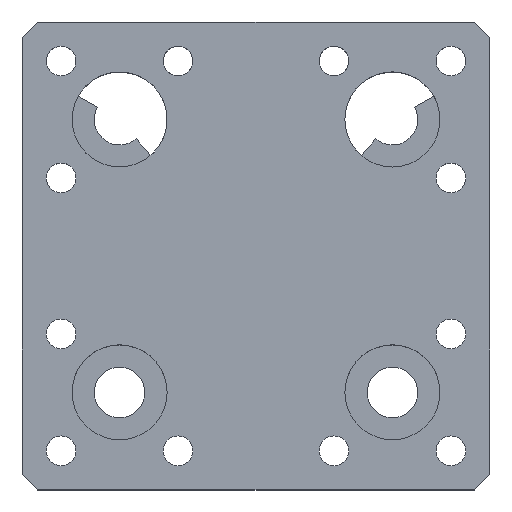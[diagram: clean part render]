
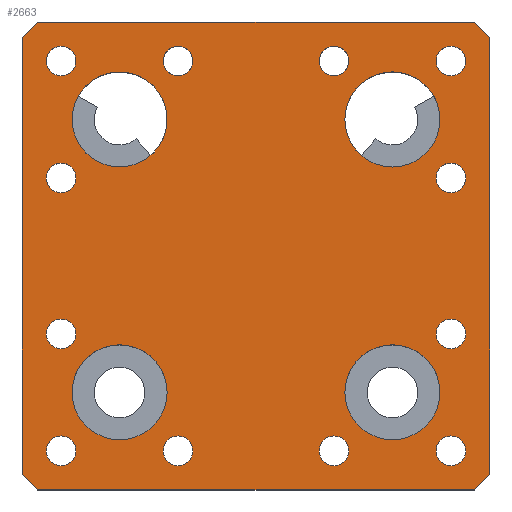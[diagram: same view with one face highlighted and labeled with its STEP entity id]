
A CAD part, top view. The second image highlights one B-rep face of the part: STEP entity #2663.
In plain terms, the highlighted planar face has unit normal (0, 0, 1).
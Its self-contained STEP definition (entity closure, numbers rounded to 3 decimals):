
#47=FACE_BOUND('',#448,.T.);
#48=FACE_BOUND('',#449,.T.);
#49=FACE_BOUND('',#450,.T.);
#50=FACE_BOUND('',#451,.T.);
#51=FACE_BOUND('',#452,.T.);
#52=FACE_BOUND('',#453,.T.);
#53=FACE_BOUND('',#454,.T.);
#54=FACE_BOUND('',#455,.T.);
#55=FACE_BOUND('',#456,.T.);
#56=FACE_BOUND('',#457,.T.);
#57=FACE_BOUND('',#458,.T.);
#58=FACE_BOUND('',#459,.T.);
#59=FACE_BOUND('',#460,.T.);
#60=FACE_BOUND('',#461,.T.);
#61=FACE_BOUND('',#462,.T.);
#62=FACE_BOUND('',#463,.T.);
#152=PLANE('',#2914);
#291=FACE_OUTER_BOUND('',#447,.T.);
#447=EDGE_LOOP('',(#2474,#2475,#2476,#2477,#2478,#2479,#2480,#2481));
#448=EDGE_LOOP('',(#2482));
#449=EDGE_LOOP('',(#2483));
#450=EDGE_LOOP('',(#2484));
#451=EDGE_LOOP('',(#2485));
#452=EDGE_LOOP('',(#2486));
#453=EDGE_LOOP('',(#2487));
#454=EDGE_LOOP('',(#2488));
#455=EDGE_LOOP('',(#2489));
#456=EDGE_LOOP('',(#2490));
#457=EDGE_LOOP('',(#2491));
#458=EDGE_LOOP('',(#2492));
#459=EDGE_LOOP('',(#2493));
#460=EDGE_LOOP('',(#2494));
#461=EDGE_LOOP('',(#2495,#2496,#2497));
#462=EDGE_LOOP('',(#2498));
#463=EDGE_LOOP('',(#2499));
#718=LINE('',#4366,#994);
#721=LINE('',#4371,#997);
#725=LINE('',#4381,#1001);
#728=LINE('',#4391,#1004);
#729=LINE('',#4394,#1005);
#731=LINE('',#4398,#1007);
#733=LINE('',#4402,#1009);
#735=LINE('',#4406,#1011);
#737=LINE('',#4410,#1013);
#739=LINE('',#4413,#1015);
#994=VECTOR('',#3601,10.);
#997=VECTOR('',#3606,10.);
#1001=VECTOR('',#3616,10.);
#1004=VECTOR('',#3629,10.);
#1005=VECTOR('',#3632,10.);
#1007=VECTOR('',#3636,10.);
#1009=VECTOR('',#3640,10.);
#1011=VECTOR('',#3644,10.);
#1013=VECTOR('',#3648,10.);
#1015=VECTOR('',#3652,10.);
#1016=CIRCLE('',#2685,1.9);
#1018=CIRCLE('',#2688,1.9);
#1024=CIRCLE('',#2698,1.9);
#1028=CIRCLE('',#2704,1.9);
#1030=CIRCLE('',#2707,1.9);
#1032=CIRCLE('',#2710,1.9);
#1034=CIRCLE('',#2713,1.9);
#1036=CIRCLE('',#2716,1.9);
#1040=CIRCLE('',#2726,1.9);
#1044=CIRCLE('',#2732,1.9);
#1046=CIRCLE('',#2735,1.9);
#1048=CIRCLE('',#2738,1.9);
#1100=CIRCLE('',#2868,6.1);
#1105=CIRCLE('',#2901,6.1);
#1106=CIRCLE('',#2904,6.1);
#1107=CIRCLE('',#2906,6.1);
#1108=VERTEX_POINT('',#3657);
#1110=VERTEX_POINT('',#3663);
#1122=VERTEX_POINT('',#3691);
#1126=VERTEX_POINT('',#3703);
#1128=VERTEX_POINT('',#3709);
#1130=VERTEX_POINT('',#3715);
#1132=VERTEX_POINT('',#3721);
#1134=VERTEX_POINT('',#3727);
#1146=VERTEX_POINT('',#3755);
#1150=VERTEX_POINT('',#3767);
#1152=VERTEX_POINT('',#3773);
#1154=VERTEX_POINT('',#3779);
#1310=VERTEX_POINT('',#4238);
#1347=VERTEX_POINT('',#4363);
#1348=VERTEX_POINT('',#4365);
#1349=VERTEX_POINT('',#4369);
#1350=VERTEX_POINT('',#4373);
#1351=VERTEX_POINT('',#4375);
#1352=VERTEX_POINT('',#4379);
#1353=VERTEX_POINT('',#4383);
#1354=VERTEX_POINT('',#4387);
#1355=VERTEX_POINT('',#4393);
#1356=VERTEX_POINT('',#4397);
#1357=VERTEX_POINT('',#4401);
#1358=VERTEX_POINT('',#4405);
#1359=VERTEX_POINT('',#4409);
#1360=EDGE_CURVE('',#1108,#1108,#1016,.T.);
#1363=EDGE_CURVE('',#1110,#1110,#1018,.T.);
#1377=EDGE_CURVE('',#1122,#1122,#1024,.T.);
#1383=EDGE_CURVE('',#1126,#1126,#1028,.T.);
#1386=EDGE_CURVE('',#1128,#1128,#1030,.T.);
#1389=EDGE_CURVE('',#1130,#1130,#1032,.T.);
#1392=EDGE_CURVE('',#1132,#1132,#1034,.T.);
#1395=EDGE_CURVE('',#1134,#1134,#1036,.T.);
#1409=EDGE_CURVE('',#1146,#1146,#1040,.T.);
#1415=EDGE_CURVE('',#1150,#1150,#1044,.T.);
#1418=EDGE_CURVE('',#1152,#1152,#1046,.T.);
#1421=EDGE_CURVE('',#1154,#1154,#1048,.T.);
#1650=EDGE_CURVE('',#1310,#1310,#1100,.T.);
#1715=EDGE_CURVE('',#1348,#1347,#718,.T.);
#1718=EDGE_CURVE('',#1347,#1349,#721,.T.);
#1720=EDGE_CURVE('',#1351,#1350,#1105,.T.);
#1723=EDGE_CURVE('',#1350,#1352,#725,.T.);
#1724=EDGE_CURVE('',#1353,#1353,#1106,.T.);
#1726=EDGE_CURVE('',#1354,#1354,#1107,.T.);
#1728=EDGE_CURVE('',#1352,#1351,#728,.T.);
#1729=EDGE_CURVE('',#1355,#1348,#729,.T.);
#1731=EDGE_CURVE('',#1356,#1355,#731,.T.);
#1733=EDGE_CURVE('',#1357,#1356,#733,.T.);
#1735=EDGE_CURVE('',#1358,#1357,#735,.T.);
#1737=EDGE_CURVE('',#1359,#1358,#737,.T.);
#1739=EDGE_CURVE('',#1349,#1359,#739,.T.);
#2474=ORIENTED_EDGE('',*,*,#1715,.T.);
#2475=ORIENTED_EDGE('',*,*,#1718,.T.);
#2476=ORIENTED_EDGE('',*,*,#1739,.T.);
#2477=ORIENTED_EDGE('',*,*,#1737,.T.);
#2478=ORIENTED_EDGE('',*,*,#1735,.T.);
#2479=ORIENTED_EDGE('',*,*,#1733,.T.);
#2480=ORIENTED_EDGE('',*,*,#1731,.T.);
#2481=ORIENTED_EDGE('',*,*,#1729,.T.);
#2482=ORIENTED_EDGE('',*,*,#1360,.T.);
#2483=ORIENTED_EDGE('',*,*,#1363,.T.);
#2484=ORIENTED_EDGE('',*,*,#1377,.T.);
#2485=ORIENTED_EDGE('',*,*,#1383,.T.);
#2486=ORIENTED_EDGE('',*,*,#1386,.T.);
#2487=ORIENTED_EDGE('',*,*,#1389,.T.);
#2488=ORIENTED_EDGE('',*,*,#1392,.T.);
#2489=ORIENTED_EDGE('',*,*,#1395,.T.);
#2490=ORIENTED_EDGE('',*,*,#1409,.T.);
#2491=ORIENTED_EDGE('',*,*,#1415,.T.);
#2492=ORIENTED_EDGE('',*,*,#1418,.T.);
#2493=ORIENTED_EDGE('',*,*,#1421,.T.);
#2494=ORIENTED_EDGE('',*,*,#1650,.T.);
#2495=ORIENTED_EDGE('',*,*,#1720,.T.);
#2496=ORIENTED_EDGE('',*,*,#1723,.T.);
#2497=ORIENTED_EDGE('',*,*,#1728,.T.);
#2498=ORIENTED_EDGE('',*,*,#1726,.T.);
#2499=ORIENTED_EDGE('',*,*,#1724,.T.);
#2663=ADVANCED_FACE('',(#291,#47,#48,#49,#50,#51,#52,#53,#54,#55,#56,#57,
#58,#59,#60,#61,#62),#152,.T.);
#2685=AXIS2_PLACEMENT_3D('',#3658,#2919,#2920);
#2688=AXIS2_PLACEMENT_3D('',#3664,#2926,#2927);
#2698=AXIS2_PLACEMENT_3D('',#3692,#2952,#2953);
#2704=AXIS2_PLACEMENT_3D('',#3704,#2966,#2967);
#2707=AXIS2_PLACEMENT_3D('',#3710,#2973,#2974);
#2710=AXIS2_PLACEMENT_3D('',#3716,#2980,#2981);
#2713=AXIS2_PLACEMENT_3D('',#3722,#2987,#2988);
#2716=AXIS2_PLACEMENT_3D('',#3728,#2994,#2995);
#2726=AXIS2_PLACEMENT_3D('',#3756,#3020,#3021);
#2732=AXIS2_PLACEMENT_3D('',#3768,#3034,#3035);
#2735=AXIS2_PLACEMENT_3D('',#3774,#3041,#3042);
#2738=AXIS2_PLACEMENT_3D('',#3780,#3048,#3049);
#2868=AXIS2_PLACEMENT_3D('',#4239,#3481,#3482);
#2901=AXIS2_PLACEMENT_3D('',#4376,#3610,#3611);
#2904=AXIS2_PLACEMENT_3D('',#4384,#3619,#3620);
#2906=AXIS2_PLACEMENT_3D('',#4388,#3624,#3625);
#2914=AXIS2_PLACEMENT_3D('',#4414,#3653,#3654);
#2919=DIRECTION('center_axis',(0.,0.,-1.));
#2920=DIRECTION('ref_axis',(1.,0.,0.));
#2926=DIRECTION('center_axis',(0.,0.,-1.));
#2927=DIRECTION('ref_axis',(1.,0.,0.));
#2952=DIRECTION('center_axis',(0.,0.,-1.));
#2953=DIRECTION('ref_axis',(1.,0.,0.));
#2966=DIRECTION('center_axis',(0.,0.,-1.));
#2967=DIRECTION('ref_axis',(1.,0.,0.));
#2973=DIRECTION('center_axis',(0.,0.,-1.));
#2974=DIRECTION('ref_axis',(1.,0.,0.));
#2980=DIRECTION('center_axis',(0.,0.,-1.));
#2981=DIRECTION('ref_axis',(1.,0.,0.));
#2987=DIRECTION('center_axis',(0.,0.,-1.));
#2988=DIRECTION('ref_axis',(1.,0.,0.));
#2994=DIRECTION('center_axis',(0.,0.,-1.));
#2995=DIRECTION('ref_axis',(1.,0.,0.));
#3020=DIRECTION('center_axis',(0.,0.,-1.));
#3021=DIRECTION('ref_axis',(1.,0.,0.));
#3034=DIRECTION('center_axis',(0.,0.,-1.));
#3035=DIRECTION('ref_axis',(1.,0.,0.));
#3041=DIRECTION('center_axis',(0.,0.,-1.));
#3042=DIRECTION('ref_axis',(1.,0.,0.));
#3048=DIRECTION('center_axis',(0.,0.,-1.));
#3049=DIRECTION('ref_axis',(1.,0.,0.));
#3481=DIRECTION('center_axis',(0.,0.,-1.));
#3482=DIRECTION('ref_axis',(-1.,0.,0.));
#3601=DIRECTION('',(-1.,0.,0.));
#3606=DIRECTION('',(-0.707,-0.707,0.));
#3610=DIRECTION('center_axis',(0.,0.,-1.));
#3611=DIRECTION('ref_axis',(-1.,0.,0.));
#3616=DIRECTION('',(1.,0.,0.));
#3619=DIRECTION('center_axis',(0.,0.,-1.));
#3620=DIRECTION('ref_axis',(-1.,0.,0.));
#3624=DIRECTION('center_axis',(0.,0.,-1.));
#3625=DIRECTION('ref_axis',(-1.,0.,0.));
#3629=DIRECTION('',(0.,-1.,0.));
#3632=DIRECTION('',(-0.707,0.707,0.));
#3636=DIRECTION('',(0.,1.,0.));
#3640=DIRECTION('',(0.707,0.707,0.));
#3644=DIRECTION('',(1.,0.,0.));
#3648=DIRECTION('',(0.707,-0.707,0.));
#3652=DIRECTION('',(0.,-1.,0.));
#3653=DIRECTION('center_axis',(0.,0.,1.));
#3654=DIRECTION('ref_axis',(1.,0.,0.));
#3657=CARTESIAN_POINT('',(8.1,-25.,23.));
#3658=CARTESIAN_POINT('Origin',(10.,-25.,23.));
#3663=CARTESIAN_POINT('',(23.1,10.,23.));
#3664=CARTESIAN_POINT('Origin',(25.,10.,23.));
#3691=CARTESIAN_POINT('',(8.1,25.,23.));
#3692=CARTESIAN_POINT('Origin',(10.,25.,23.));
#3703=CARTESIAN_POINT('',(-26.9,25.,23.));
#3704=CARTESIAN_POINT('Origin',(-25.,25.,23.));
#3709=CARTESIAN_POINT('',(-26.9,-10.,23.));
#3710=CARTESIAN_POINT('Origin',(-25.,-10.,23.));
#3715=CARTESIAN_POINT('',(23.1,-25.,23.));
#3716=CARTESIAN_POINT('Origin',(25.,-25.,23.));
#3721=CARTESIAN_POINT('',(-11.9,-25.,23.));
#3722=CARTESIAN_POINT('Origin',(-10.,-25.,23.));
#3727=CARTESIAN_POINT('',(-26.9,10.,23.));
#3728=CARTESIAN_POINT('Origin',(-25.,10.,23.));
#3755=CARTESIAN_POINT('',(-11.9,25.,23.));
#3756=CARTESIAN_POINT('Origin',(-10.,25.,23.));
#3767=CARTESIAN_POINT('',(23.1,25.,23.));
#3768=CARTESIAN_POINT('Origin',(25.,25.,23.));
#3773=CARTESIAN_POINT('',(23.1,-10.,23.));
#3774=CARTESIAN_POINT('Origin',(25.,-10.,23.));
#3779=CARTESIAN_POINT('',(-26.9,-25.,23.));
#3780=CARTESIAN_POINT('Origin',(-25.,-25.,23.));
#4238=CARTESIAN_POINT('',(23.6,17.5,23.));
#4239=CARTESIAN_POINT('Origin',(17.5,17.5,23.));
#4363=CARTESIAN_POINT('',(-28.,30.,23.));
#4365=CARTESIAN_POINT('',(28.,30.,23.));
#4366=CARTESIAN_POINT('',(28.,30.,23.));
#4369=CARTESIAN_POINT('',(-30.,28.,23.));
#4371=CARTESIAN_POINT('',(-28.,30.,23.));
#4373=CARTESIAN_POINT('',(-12.504,21.,23.));
#4375=CARTESIAN_POINT('',(-12.5,20.994,23.));
#4376=CARTESIAN_POINT('Origin',(-17.5,17.5,23.));
#4379=CARTESIAN_POINT('',(-12.5,21.,23.));
#4381=CARTESIAN_POINT('',(-16.5,21.,23.));
#4383=CARTESIAN_POINT('',(23.6,-17.5,23.));
#4384=CARTESIAN_POINT('Origin',(17.5,-17.5,23.));
#4387=CARTESIAN_POINT('',(-11.4,-17.5,23.));
#4388=CARTESIAN_POINT('Origin',(-17.5,-17.5,23.));
#4391=CARTESIAN_POINT('',(-12.5,21.,23.));
#4393=CARTESIAN_POINT('',(30.,28.,23.));
#4394=CARTESIAN_POINT('',(30.,28.,23.));
#4397=CARTESIAN_POINT('',(30.,-28.,23.));
#4398=CARTESIAN_POINT('',(30.,-28.,23.));
#4401=CARTESIAN_POINT('',(28.,-30.,23.));
#4402=CARTESIAN_POINT('',(28.,-30.,23.));
#4405=CARTESIAN_POINT('',(-28.,-30.,23.));
#4406=CARTESIAN_POINT('',(-28.,-30.,23.));
#4409=CARTESIAN_POINT('',(-30.,-28.,23.));
#4410=CARTESIAN_POINT('',(-30.,-28.,23.));
#4413=CARTESIAN_POINT('',(-30.,28.,23.));
#4414=CARTESIAN_POINT('Origin',(0.,0.,23.));
